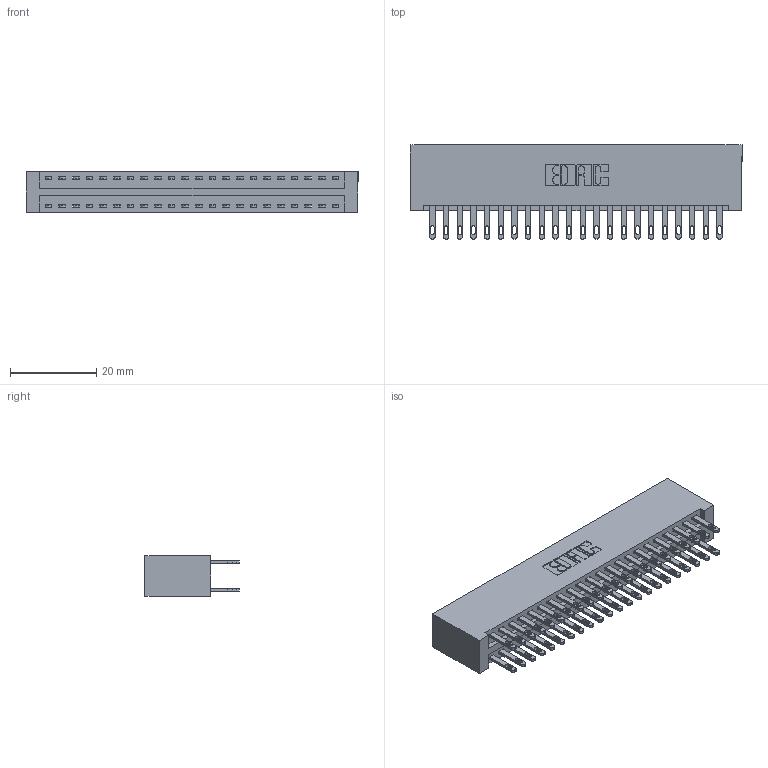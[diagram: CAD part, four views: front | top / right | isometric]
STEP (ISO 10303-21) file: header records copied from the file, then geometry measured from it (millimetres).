
FILE_DESCRIPTION (( 'STEP AP203' ), '1' );
FILE_NAME ('896-044-500-201.STEP', '2021-07-27T21:56:53', ( '' ), ( '' ), 'SwSTEP 2.0', 'SolidWorks 2020', '' );
FILE_SCHEMA (( 'CONFIG_CONTROL_DESIGN' ));
Length unit declared in the file: inch
Products named in the file (3): 896-044-500-201; 345-292-001_345-293-100; 846 Part_No Mounting Lugs
Assembly tree (45 placements, depth 2):
  896-044-500-201
    846 Part_No Mounting Lugs
    345-292-001_345-293-100  x44
Bounding box: 77.09 x 21.84 x 9.4 mm (x, y, z)
Volume: 8069.5 mm3; surface area: 11401.5 mm2
Topology: 45 solids, 45 shells, 2226 faces, 6773 edges, 4514 vertices
Faces by surface type: plane 1348, cylinder 878
Entity records: 16703 total; most frequent: CARTESIAN_POINT 2776, ORIENTED_EDGE 2710, DIRECTION 2495, EDGE_CURVE 1355, VECTOR 1139, LINE 1139, VERTEX_POINT 902, AXIS2_PLACEMENT_3D 678
